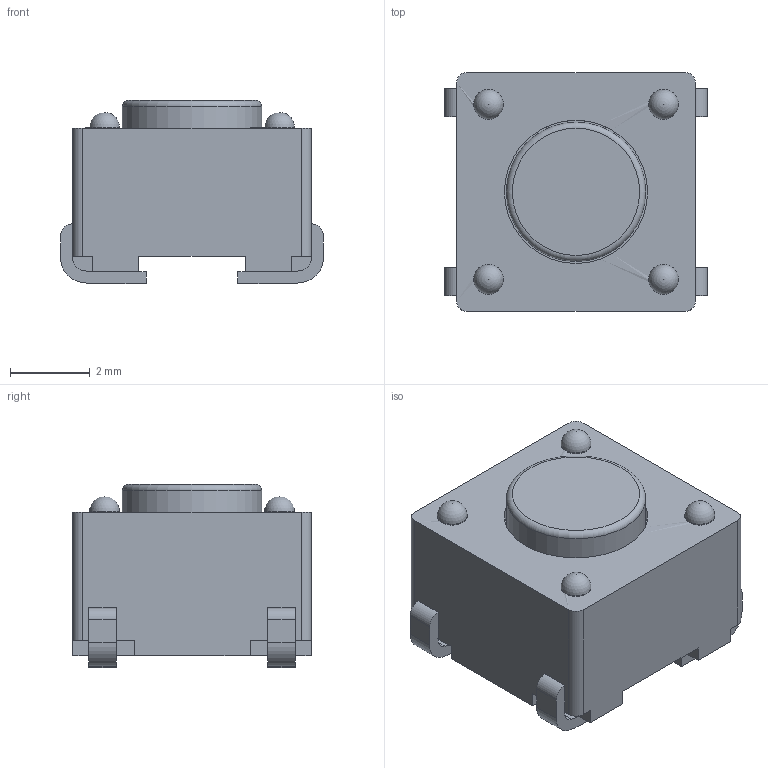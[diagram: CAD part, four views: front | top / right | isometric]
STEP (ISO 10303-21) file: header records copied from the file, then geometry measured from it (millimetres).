
FILE_DESCRIPTION((' '),'2;1');
FILE_NAME('TL3301NFxxxxJ.stp','2017-08-03T14:34:04',(' '),(' '),' ','ACIS',' ');
FILE_SCHEMA(('CONFIG_CONTROL_DESIGN'));
Length unit declared in the file: inch
Products named in the file (1): TL3301NFxxxxJ.stp
Bounding box: 6.6 x 6 x 4.6 mm (x, y, z)
Volume: 102.1 mm3; surface area: 293.4 mm2
Topology: 1 solids, 2 shells, 209 faces, 559 edges, 361 vertices
Faces by surface type: plane 133, cylinder 66, torus 5, sphere 4, bspline 1
Full cylindrical faces by diameter (mm): 0.75 x4, 3.5 x1, 3.6 x1, 5 x1
Entity records: 6474 total; most frequent: CARTESIAN_POINT 1151, ORIENTED_EDGE 1076, DIRECTION 1073, EDGE_CURVE 538, VECTOR 417, LINE 417, VERTEX_POINT 351, AXIS2_PLACEMENT_3D 328
